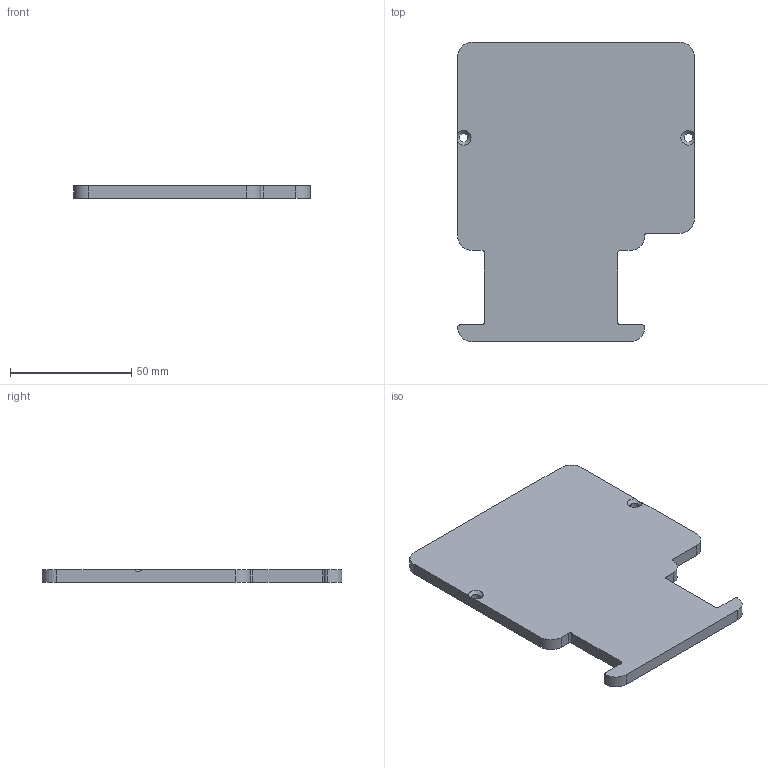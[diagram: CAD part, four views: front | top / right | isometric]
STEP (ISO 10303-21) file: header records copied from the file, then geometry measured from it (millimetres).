
FILE_DESCRIPTION(/* description */ (''),/* implementation_level */ '2;1');
FILE_NAME(/* name */ 'bluezone_sensor_housing_plate.step',/* time_stamp */ '2024-08-29T11:26:16-04:00',/* author */ (''),/* organization */ (''),/* preprocessor_version */ 'ST-DEVELOPER v20',/* originating_system */ 'Autodesk Translation Framework v13.14.0.145',/* authorisation */ '');
FILE_SCHEMA (('AUTOMOTIVE_DESIGN { 1 0 10303 214 3 1 1 }','FEATURE_BASED_PROCESS_PLANNING'));
Length unit declared in the file: millimetre
Products named in the file (1): box_plate
Bounding box: 97.84 x 123.8 x 5 mm (x, y, z)
Volume: 52158.6 mm3; surface area: 23302.2 mm2
Topology: 1 solids, 1 shells, 32 faces, 94 edges, 62 vertices
Faces by surface type: cylinder 16, plane 14, cone 2
Full cylindrical faces by diameter (mm): 3.6 x2
Entity records: 1115 total; most frequent: CARTESIAN_POINT 195, DIRECTION 192, ORIENTED_EDGE 188, EDGE_CURVE 94, AXIS2_PLACEMENT_3D 68, VERTEX_POINT 62, LINE 56, VECTOR 56
